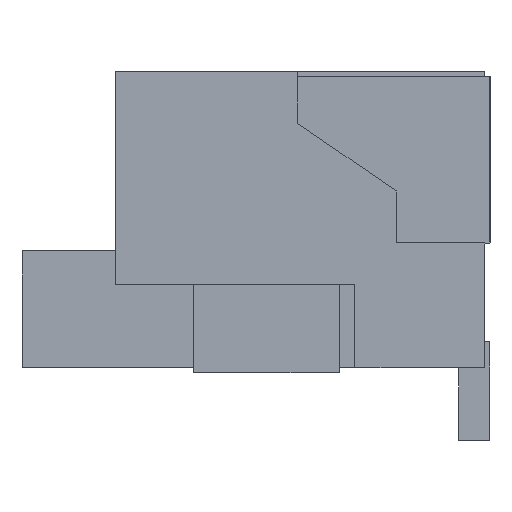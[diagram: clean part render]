
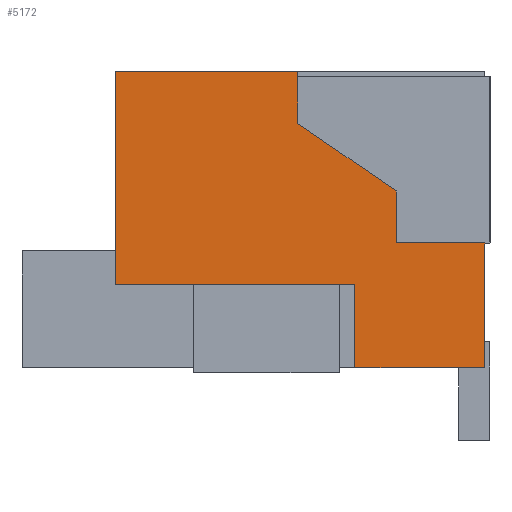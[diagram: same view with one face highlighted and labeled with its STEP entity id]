
A CAD part, left-side view. The second image highlights one B-rep face of the part: STEP entity #5172.
In plain terms, the highlighted planar face has unit normal (-1, 0, 0).
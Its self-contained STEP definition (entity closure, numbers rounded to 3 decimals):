
#70 = LINE ( 'NONE', #6613, #3320 ) ;
#120 = EDGE_CURVE ( 'NONE', #7529, #2774, #70, .T. ) ;
#168 = EDGE_CURVE ( 'NONE', #896, #7529, #2348, .T. ) ;
#177 = VECTOR ( 'NONE', #6524, 1000. ) ;
#298 = ORIENTED_EDGE ( 'NONE', *, *, #5896, .T. ) ;
#392 = VERTEX_POINT ( 'NONE', #1038 ) ;
#896 = VERTEX_POINT ( 'NONE', #970 ) ;
#948 = CARTESIAN_POINT ( 'NONE',  ( -9., 1.8, 0.55 ) ) ;
#970 = CARTESIAN_POINT ( 'NONE',  ( -9., 2.6, -2.85 ) ) ;
#1038 = CARTESIAN_POINT ( 'NONE',  ( -9., 7.2, 2.85 ) ) ;
#1069 = DIRECTION ( 'NONE',  ( 0., 1., 0. ) ) ;
#1136 = CARTESIAN_POINT ( 'NONE',  ( -9., 0.1, -2.85 ) ) ;
#1140 = VECTOR ( 'NONE', #1069, 1000. ) ;
#1159 = DIRECTION ( 'NONE',  ( 0., 0., 1. ) ) ;
#1292 = LINE ( 'NONE', #1647, #4068 ) ;
#1489 = VECTOR ( 'NONE', #7212, 1000. ) ;
#1529 = ORIENTED_EDGE ( 'NONE', *, *, #168, .T. ) ;
#1647 = CARTESIAN_POINT ( 'NONE',  ( -9., 7.2, -2.85 ) ) ;
#1709 = VERTEX_POINT ( 'NONE', #7005 ) ;
#1801 = EDGE_CURVE ( 'NONE', #392, #4098, #1292, .T. ) ;
#2051 = CARTESIAN_POINT ( 'NONE',  ( -9., 1.8, -2.85 ) ) ;
#2138 = CARTESIAN_POINT ( 'NONE',  ( -9., 3.7, 2.85 ) ) ;
#2161 = VECTOR ( 'NONE', #6034, 1000. ) ;
#2270 = CARTESIAN_POINT ( 'NONE',  ( -9., 0.1, 2.85 ) ) ;
#2283 = VERTEX_POINT ( 'NONE', #3387 ) ;
#2348 = LINE ( 'NONE', #1136, #2161 ) ;
#2446 = ORIENTED_EDGE ( 'NONE', *, *, #3369, .T. ) ;
#2774 = VERTEX_POINT ( 'NONE', #3460 ) ;
#2930 = CARTESIAN_POINT ( 'NONE',  ( -9., 1.8, 0.55 ) ) ;
#3004 = VERTEX_POINT ( 'NONE', #3706 ) ;
#3169 = LINE ( 'NONE', #2270, #1140 ) ;
#3311 = EDGE_CURVE ( 'NONE', #2283, #896, #7281, .T. ) ;
#3320 = VECTOR ( 'NONE', #7272, 1000. ) ;
#3369 = EDGE_CURVE ( 'NONE', #1709, #4366, #5051, .T. ) ;
#3387 = CARTESIAN_POINT ( 'NONE',  ( -9., 2.6, -1.25 ) ) ;
#3460 = CARTESIAN_POINT ( 'NONE',  ( -9., 0.1, -0.45 ) ) ;
#3514 = CARTESIAN_POINT ( 'NONE',  ( -9., 3.7, -2.85 ) ) ;
#3600 = VECTOR ( 'NONE', #3845, 1000. ) ;
#3621 = ORIENTED_EDGE ( 'NONE', *, *, #7372, .T. ) ;
#3706 = CARTESIAN_POINT ( 'NONE',  ( -9., 1.8, -0.45 ) ) ;
#3742 = ORIENTED_EDGE ( 'NONE', *, *, #120, .T. ) ;
#3845 = DIRECTION ( 'NONE',  ( 0., 1., 0. ) ) ;
#3855 = FACE_OUTER_BOUND ( 'NONE', #6814, .T. ) ;
#3874 = CARTESIAN_POINT ( 'NONE',  ( -9., 0.1, -0.45 ) ) ;
#3906 = LINE ( 'NONE', #2051, #5719 ) ;
#3928 = DIRECTION ( 'NONE',  ( 0., -1., 0. ) ) ;
#4068 = VECTOR ( 'NONE', #4615, 1000. ) ;
#4098 = VERTEX_POINT ( 'NONE', #4370 ) ;
#4188 = VECTOR ( 'NONE', #3928, 1000. ) ;
#4366 = VERTEX_POINT ( 'NONE', #2138 ) ;
#4370 = CARTESIAN_POINT ( 'NONE',  ( -9., 7.2, -1.25 ) ) ;
#4400 = ORIENTED_EDGE ( 'NONE', *, *, #6181, .T. ) ;
#4434 = ORIENTED_EDGE ( 'NONE', *, *, #1801, .T. ) ;
#4615 = DIRECTION ( 'NONE',  ( 0., 0., -1. ) ) ;
#4798 = ORIENTED_EDGE ( 'NONE', *, *, #6147, .T. ) ;
#5051 = LINE ( 'NONE', #3514, #177 ) ;
#5139 = LINE ( 'NONE', #2930, #1489 ) ;
#5172 = ADVANCED_FACE ( 'NONE', ( #3855 ), #5972, .T. ) ;
#5403 = ORIENTED_EDGE ( 'NONE', *, *, #3311, .T. ) ;
#5422 = CARTESIAN_POINT ( 'NONE',  ( -9., 0.1, -2.85 ) ) ;
#5539 = DIRECTION ( 'NONE',  ( 0., 0., -1. ) ) ;
#5561 = VECTOR ( 'NONE', #5539, 1000. ) ;
#5719 = VECTOR ( 'NONE', #7116, 1000. ) ;
#5800 = VERTEX_POINT ( 'NONE', #948 ) ;
#5813 = LINE ( 'NONE', #6372, #4188 ) ;
#5896 = EDGE_CURVE ( 'NONE', #4366, #392, #3169, .T. ) ;
#5972 = PLANE ( 'NONE',  #7636 ) ;
#6034 = DIRECTION ( 'NONE',  ( 0., -1., 0. ) ) ;
#6097 = LINE ( 'NONE', #3874, #3600 ) ;
#6098 = CARTESIAN_POINT ( 'NONE',  ( -9., 2.6, -2.85 ) ) ;
#6147 = EDGE_CURVE ( 'NONE', #4098, #2283, #5813, .T. ) ;
#6181 = EDGE_CURVE ( 'NONE', #3004, #5800, #3906, .T. ) ;
#6372 = CARTESIAN_POINT ( 'NONE',  ( -9., 0.1, -1.25 ) ) ;
#6447 = EDGE_CURVE ( 'NONE', #2774, #3004, #6097, .T. ) ;
#6524 = DIRECTION ( 'NONE',  ( 0., 0., 1. ) ) ;
#6613 = CARTESIAN_POINT ( 'NONE',  ( -9., 0.1, 2.85 ) ) ;
#6634 = ORIENTED_EDGE ( 'NONE', *, *, #6447, .T. ) ;
#6664 = DIRECTION ( 'NONE',  ( -1., 0., 0. ) ) ;
#6814 = EDGE_LOOP ( 'NONE', ( #5403, #1529, #3742, #6634, #4400, #3621, #2446, #298, #4434, #4798 ) ) ;
#7005 = CARTESIAN_POINT ( 'NONE',  ( -9., 3.7, 1.85 ) ) ;
#7116 = DIRECTION ( 'NONE',  ( 0., 0., 1. ) ) ;
#7212 = DIRECTION ( 'NONE',  ( 0., 0.825, 0.565 ) ) ;
#7272 = DIRECTION ( 'NONE',  ( 0., 0., 1. ) ) ;
#7281 = LINE ( 'NONE', #6098, #5561 ) ;
#7372 = EDGE_CURVE ( 'NONE', #5800, #1709, #5139, .T. ) ;
#7529 = VERTEX_POINT ( 'NONE', #7833 ) ;
#7636 = AXIS2_PLACEMENT_3D ( 'NONE', #5422, #6664, #1159 ) ;
#7833 = CARTESIAN_POINT ( 'NONE',  ( -9., 0.1, -2.85 ) ) ;
